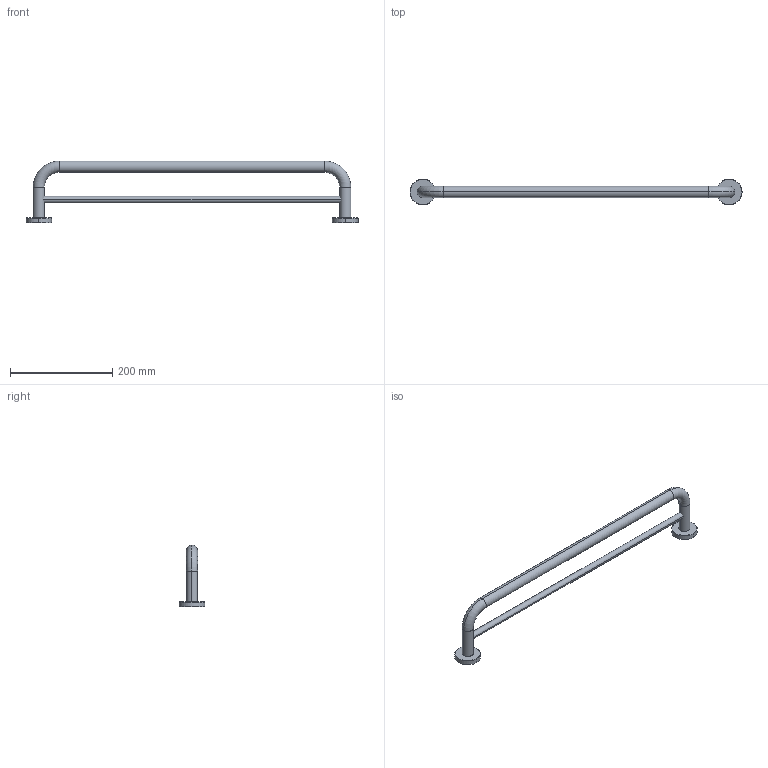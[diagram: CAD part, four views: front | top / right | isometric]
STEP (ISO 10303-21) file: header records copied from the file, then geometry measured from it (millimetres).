
FILE_DESCRIPTION((''),'2;1');
FILE_NAME('JCA0540CH_ASM','2020-12-09T15:06:38',('25393'),(''),'CREO PARAMETRIC BY PTC INC, 2018020','CREO PARAMETRIC BY PTC INC, 2018020','');
FILE_SCHEMA(('CONFIG_CONTROL_DESIGN'));
Length unit declared in the file: millimetre
Products named in the file (4): 7005036-012; 7005040-103; 7005042-093; JCA0540CH_ASM
Assembly tree (4 placements, depth 2):
  JCA0540CH_ASM
    7005036-012  x2
    7005040-103
    7005042-093
Bounding box: 650 x 50 x 121 mm (x, y, z)
Volume: 409415.4 mm3; surface area: 89213.6 mm2
Topology: 4 solids, 4 shells, 28 faces, 48 edges, 28 vertices
Faces by surface type: cylinder 12, plane 8, torus 8
Entity records: 646 total; most frequent: DIRECTION 126, CARTESIAN_POINT 90, ORIENTED_EDGE 76, AXIS2_PLACEMENT_3D 58, EDGE_CURVE 38, CIRCLE 28, VERTEX_POINT 22, EDGE_LOOP 22
